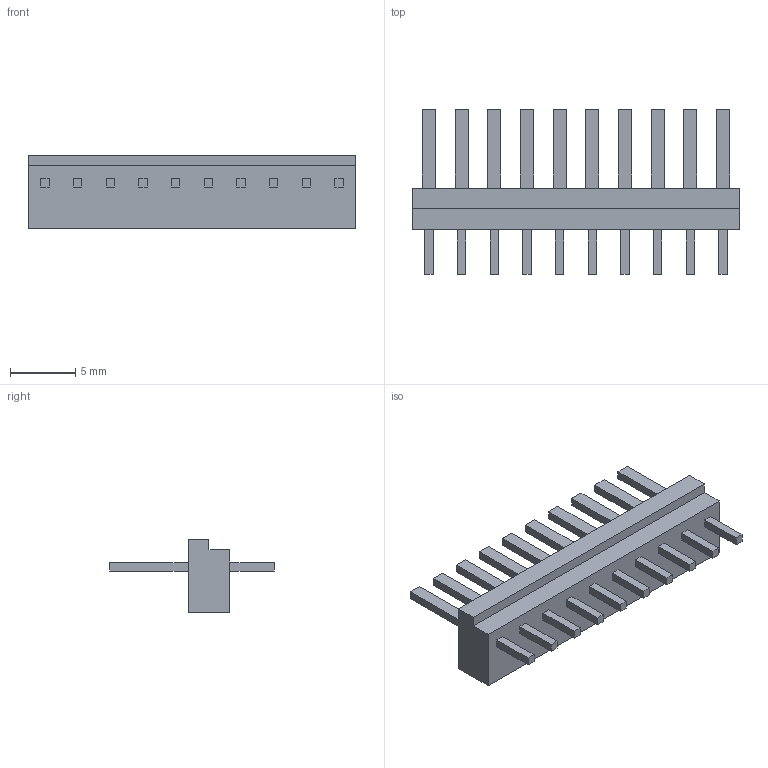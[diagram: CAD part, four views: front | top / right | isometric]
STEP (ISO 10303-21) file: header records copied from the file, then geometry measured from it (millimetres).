
FILE_DESCRIPTION (( 'STEP AP214' ), '1' );
FILE_NAME ('B10P-SHF-1AA(LF)(SN).STEP', '2010-06-17T05:12:14', ( ' ' ), ( ' ' ), 'SwSTEP 2.0', 'SolidWorks 2005235', '' );
FILE_SCHEMA (( 'AUTOMOTIVE_DESIGN' ));
Length unit declared in the file: millimetre
Products named in the file (1): B10P-SHF-1AA(LF)(SN)
Bounding box: 25 x 12.6 x 5.6 mm (x, y, z)
Volume: 468.3 mm3; surface area: 757.1 mm2
Topology: 1 solids, 1 shells, 108 faces, 258 edges, 172 vertices
Faces by surface type: plane 108
Entity records: 4273 total; most frequent: CARTESIAN_POINT 539, ORIENTED_EDGE 516, DIRECTION 476, EDGE_CURVE 258, VECTOR 258, LINE 258, VERTEX_POINT 172, EDGE_LOOP 128
